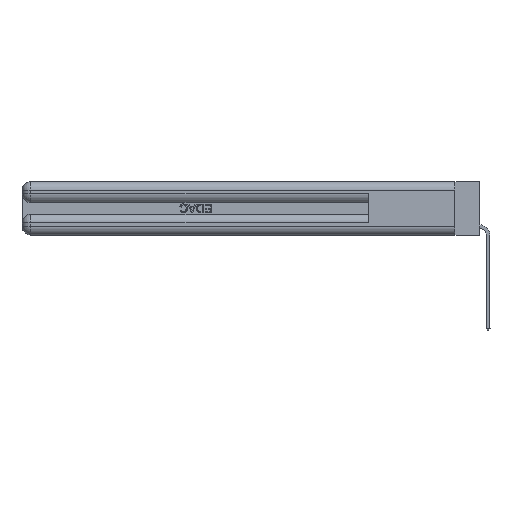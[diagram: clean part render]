
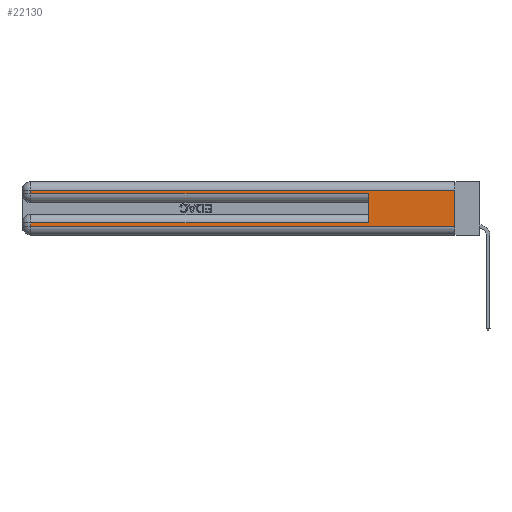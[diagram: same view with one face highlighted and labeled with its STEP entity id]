
A CAD part, left-side view. The second image highlights one B-rep face of the part: STEP entity #22130.
In plain terms, the highlighted planar face has unit normal (-1, 0, 0).
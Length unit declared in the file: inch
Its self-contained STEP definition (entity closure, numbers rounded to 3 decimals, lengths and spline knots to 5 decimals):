
#217 = VECTOR ( 'NONE', #26714, 39.37008 ) ;
#1175 = CARTESIAN_POINT ( 'NONE',  ( 0., 0., 0.285 ) ) ;
#1817 = CARTESIAN_POINT ( 'NONE',  ( 0., 0.6, 0.085 ) ) ;
#2078 = VERTEX_POINT ( 'NONE', #8638 ) ;
#2724 = EDGE_CURVE ( 'NONE', #8679, #27843, #29322, .T. ) ;
#3440 = VECTOR ( 'NONE', #14964, 39.37008 ) ;
#3958 = DIRECTION ( 'NONE',  ( 0., 0., -1. ) ) ;
#4475 = VERTEX_POINT ( 'NONE', #26789 ) ;
#4493 = CARTESIAN_POINT ( 'NONE',  ( 0., 0., 0.37 ) ) ;
#5346 = EDGE_CURVE ( 'NONE', #27843, #18844, #27133, .T. ) ;
#5527 = EDGE_CURVE ( 'NONE', #18043, #2078, #15724, .T. ) ;
#5535 = ORIENTED_EDGE ( 'NONE', *, *, #24191, .T. ) ;
#6064 = VECTOR ( 'NONE', #17639, 39.37008 ) ;
#6152 = CARTESIAN_POINT ( 'NONE',  ( 0., 0.6, 0.285 ) ) ;
#7722 = ORIENTED_EDGE ( 'NONE', *, *, #18598, .T. ) ;
#7750 = EDGE_CURVE ( 'NONE', #4475, #7965, #11210, .T. ) ;
#7965 = VERTEX_POINT ( 'NONE', #16254 ) ;
#8629 = FACE_OUTER_BOUND ( 'NONE', #22665, .T. ) ;
#8638 = CARTESIAN_POINT ( 'NONE',  ( 0., 0., 0.06 ) ) ;
#8679 = VERTEX_POINT ( 'NONE', #1817 ) ;
#10287 = DIRECTION ( 'NONE',  ( 0., 1., 0. ) ) ;
#10687 = CARTESIAN_POINT ( 'NONE',  ( 0., 0., 0.085 ) ) ;
#11210 = LINE ( 'NONE', #16102, #19514 ) ;
#12123 = DIRECTION ( 'NONE',  ( 0., 0., 1. ) ) ;
#12536 = EDGE_CURVE ( 'NONE', #8679, #18386, #21162, .T. ) ;
#12596 = CARTESIAN_POINT ( 'NONE',  ( 0., 0., 0.31 ) ) ;
#12887 = LINE ( 'NONE', #1175, #6064 ) ;
#13091 = DIRECTION ( 'NONE',  ( 1., 0., 0. ) ) ;
#13788 = CARTESIAN_POINT ( 'NONE',  ( 0., 2.94, 0.06 ) ) ;
#14964 = DIRECTION ( 'NONE',  ( 0., 0., -1. ) ) ;
#15236 = VECTOR ( 'NONE', #18494, 39.37008 ) ;
#15265 = CARTESIAN_POINT ( 'NONE',  ( 0., 2.94, 0.37 ) ) ;
#15395 = CARTESIAN_POINT ( 'NONE',  ( 0., 0., 0.37 ) ) ;
#15724 = LINE ( 'NONE', #4493, #19574 ) ;
#16102 = CARTESIAN_POINT ( 'NONE',  ( 0., 2.94, 0.37 ) ) ;
#16254 = CARTESIAN_POINT ( 'NONE',  ( 0., 2.94, 0.285 ) ) ;
#16535 = CARTESIAN_POINT ( 'NONE',  ( 0., 2.94, 0.085 ) ) ;
#17521 = ORIENTED_EDGE ( 'NONE', *, *, #5346, .T. ) ;
#17542 = PLANE ( 'NONE',  #26495 ) ;
#17639 = DIRECTION ( 'NONE',  ( 0., -1., 0. ) ) ;
#17744 = EDGE_CURVE ( 'NONE', #7965, #18386, #12887, .T. ) ;
#18001 = DIRECTION ( 'NONE',  ( 0., 0., -1. ) ) ;
#18043 = VERTEX_POINT ( 'NONE', #19570 ) ;
#18386 = VERTEX_POINT ( 'NONE', #6152 ) ;
#18494 = DIRECTION ( 'NONE',  ( 0., -1., 0. ) ) ;
#18598 = EDGE_CURVE ( 'NONE', #18043, #4475, #24446, .T. ) ;
#18844 = VERTEX_POINT ( 'NONE', #13788 ) ;
#18867 = CARTESIAN_POINT ( 'NONE',  ( 0., 0.6, 0.145 ) ) ;
#19096 = CARTESIAN_POINT ( 'NONE',  ( 0., 0., 0.06 ) ) ;
#19514 = VECTOR ( 'NONE', #3958, 39.37008 ) ;
#19570 = CARTESIAN_POINT ( 'NONE',  ( 0., 0., 0.31 ) ) ;
#19574 = VECTOR ( 'NONE', #25133, 39.37008 ) ;
#21162 = LINE ( 'NONE', #18867, #28026 ) ;
#22130 = ADVANCED_FACE ( 'NONE', ( #8629 ), #17542, .F. ) ;
#22665 = EDGE_LOOP ( 'NONE', ( #26561, #7722, #26605, #30272, #26947, #27762, #17521, #5535 ) ) ;
#24191 = EDGE_CURVE ( 'NONE', #18844, #2078, #30213, .T. ) ;
#24446 = LINE ( 'NONE', #12596, #27743 ) ;
#25133 = DIRECTION ( 'NONE',  ( 0., 0., -1. ) ) ;
#26495 = AXIS2_PLACEMENT_3D ( 'NONE', #15395, #13091, #18001 ) ;
#26561 = ORIENTED_EDGE ( 'NONE', *, *, #5527, .F. ) ;
#26605 = ORIENTED_EDGE ( 'NONE', *, *, #7750, .T. ) ;
#26714 = DIRECTION ( 'NONE',  ( 0., 1., 0. ) ) ;
#26789 = CARTESIAN_POINT ( 'NONE',  ( 0., 2.94, 0.31 ) ) ;
#26947 = ORIENTED_EDGE ( 'NONE', *, *, #12536, .F. ) ;
#27133 = LINE ( 'NONE', #15265, #3440 ) ;
#27743 = VECTOR ( 'NONE', #10287, 39.37008 ) ;
#27762 = ORIENTED_EDGE ( 'NONE', *, *, #2724, .T. ) ;
#27843 = VERTEX_POINT ( 'NONE', #16535 ) ;
#28026 = VECTOR ( 'NONE', #12123, 39.37008 ) ;
#29322 = LINE ( 'NONE', #10687, #217 ) ;
#30213 = LINE ( 'NONE', #19096, #15236 ) ;
#30272 = ORIENTED_EDGE ( 'NONE', *, *, #17744, .T. ) ;
